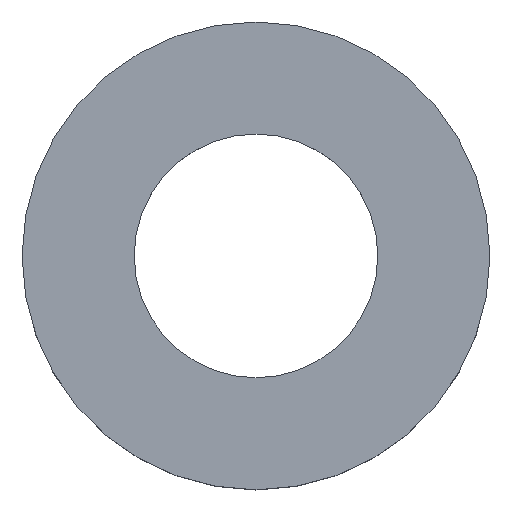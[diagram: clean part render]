
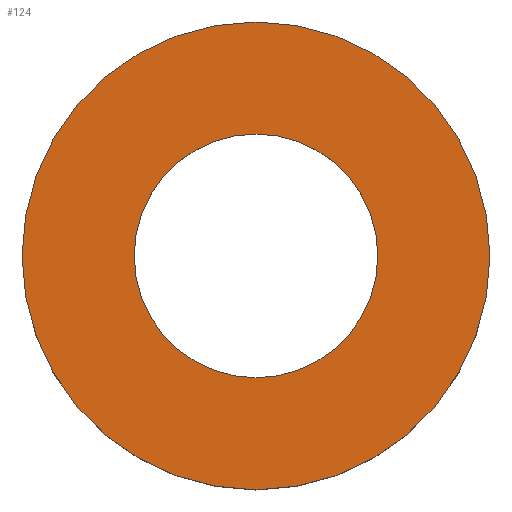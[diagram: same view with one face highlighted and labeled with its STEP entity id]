
A CAD part, top view. The second image highlights one B-rep face of the part: STEP entity #124.
In plain terms, the highlighted planar face has unit normal (0, 0, 1).
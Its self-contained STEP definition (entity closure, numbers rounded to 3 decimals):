
#25=FACE_BOUND('',#45,.T.);
#28=CIRCLE('',#147,12.5);
#29=CIRCLE('',#149,24.);
#35=FACE_OUTER_BOUND('',#44,.T.);
#44=EDGE_LOOP('',(#94));
#45=EDGE_LOOP('',(#95));
#63=VERTEX_POINT('',#229);
#64=VERTEX_POINT('',#233);
#74=EDGE_CURVE('',#63,#63,#28,.T.);
#76=EDGE_CURVE('',#64,#64,#29,.T.);
#94=ORIENTED_EDGE('',*,*,#76,.T.);
#95=ORIENTED_EDGE('',*,*,#74,.T.);
#120=PLANE('',#148);
#124=ADVANCED_FACE('',(#35,#25),#120,.T.);
#147=AXIS2_PLACEMENT_3D('',#230,#164,#165);
#148=AXIS2_PLACEMENT_3D('',#232,#167,#168);
#149=AXIS2_PLACEMENT_3D('',#234,#169,#170);
#164=DIRECTION('center_axis',(0.,0.,-1.));
#165=DIRECTION('ref_axis',(1.,0.,0.));
#167=DIRECTION('center_axis',(0.,0.,1.));
#168=DIRECTION('ref_axis',(1.,0.,0.));
#169=DIRECTION('center_axis',(0.,0.,1.));
#170=DIRECTION('ref_axis',(1.,0.,0.));
#229=CARTESIAN_POINT('',(-12.5,0.,12.));
#230=CARTESIAN_POINT('Origin',(0.,0.,12.));
#232=CARTESIAN_POINT('Origin',(0.,0.,12.));
#233=CARTESIAN_POINT('',(-24.,0.,12.));
#234=CARTESIAN_POINT('Origin',(0.,0.,12.));
